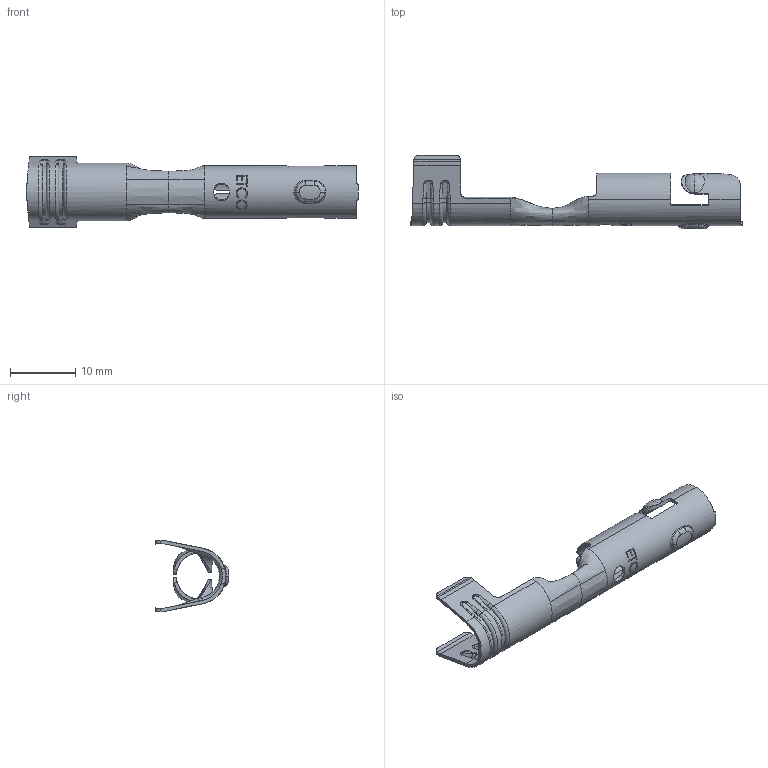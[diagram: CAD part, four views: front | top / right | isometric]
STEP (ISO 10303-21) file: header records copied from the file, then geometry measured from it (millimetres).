
FILE_DESCRIPTION (( 'STEP AP203' ), '1' );
FILE_NAME ('DT200-B.STEP', '2019-11-05T17:56:00', ( 'tempuser' ), ( 'Microsoft' ), 'SwSTEP 2.0', 'SolidWorks 2019', '' );
FILE_SCHEMA (( 'CONFIG_CONTROL_DESIGN' ));
Length unit declared in the file: inch
Products named in the file (1): DT200-B
Bounding box: 50.8 x 11.27 x 10.92 mm (x, y, z)
Volume: 456.2 mm3; surface area: 1926.9 mm2
Topology: 1 solids, 1 shells, 296 faces, 775 edges, 490 vertices
Faces by surface type: bspline 108, cylinder 89, plane 67, sphere 16, torus 12, cone 4
Entity records: 15034 total; most frequent: CARTESIAN_POINT 8498, ORIENTED_EDGE 1546, DIRECTION 1080, EDGE_CURVE 773, VERTEX_POINT 490, AXIS2_PLACEMENT_3D 419, EDGE_LOOP 309, FACE_OUTER_BOUND 296
